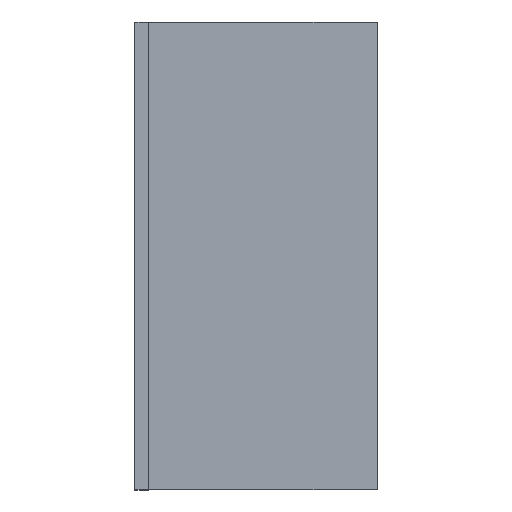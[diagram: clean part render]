
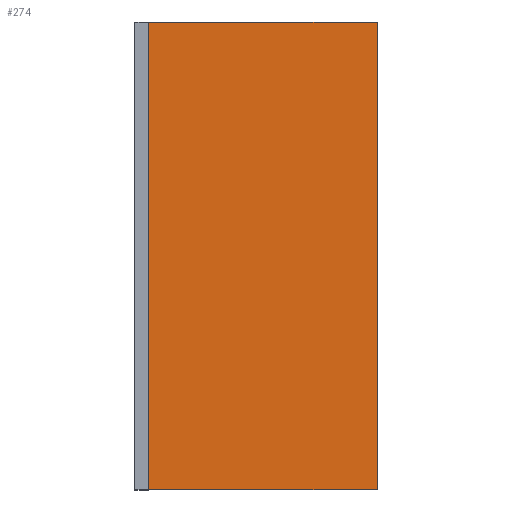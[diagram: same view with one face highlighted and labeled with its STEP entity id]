
A CAD part, left-side view. The second image highlights one B-rep face of the part: STEP entity #274.
In plain terms, the highlighted planar face has unit normal (-1, 0, 0).
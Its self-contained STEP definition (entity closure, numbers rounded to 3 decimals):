
#26=FACE_OUTER_BOUND('',#41,.T.);
#41=EDGE_LOOP('',(#223,#224,#225,#226));
#61=LINE('',#414,#97);
#75=LINE('',#441,#111);
#76=LINE('',#444,#112);
#77=LINE('',#445,#113);
#97=VECTOR('',#338,10.);
#111=VECTOR('',#364,10.);
#112=VECTOR('',#367,10.);
#113=VECTOR('',#368,10.);
#131=VERTEX_POINT('',#411);
#132=VERTEX_POINT('',#413);
#139=VERTEX_POINT('',#439);
#140=VERTEX_POINT('',#443);
#157=EDGE_CURVE('',#131,#132,#61,.T.);
#171=EDGE_CURVE('',#139,#132,#75,.T.);
#172=EDGE_CURVE('',#140,#139,#76,.T.);
#173=EDGE_CURVE('',#140,#131,#77,.T.);
#223=ORIENTED_EDGE('',*,*,#172,.T.);
#224=ORIENTED_EDGE('',*,*,#171,.T.);
#225=ORIENTED_EDGE('',*,*,#157,.F.);
#226=ORIENTED_EDGE('',*,*,#173,.F.);
#260=PLANE('',#311);
#274=ADVANCED_FACE('',(#26),#260,.T.);
#311=AXIS2_PLACEMENT_3D('',#442,#365,#366);
#338=DIRECTION('',(0.,-1.,0.));
#364=DIRECTION('',(0.,0.,1.));
#365=DIRECTION('center_axis',(-1.,0.,0.));
#366=DIRECTION('ref_axis',(0.,-1.,0.));
#367=DIRECTION('',(0.,-1.,0.));
#368=DIRECTION('',(0.,0.,1.));
#411=CARTESIAN_POINT('',(0.2,-3.,102.6));
#413=CARTESIAN_POINT('',(0.2,-53.14,102.6));
#414=CARTESIAN_POINT('',(0.2,-3.,102.6));
#439=CARTESIAN_POINT('',(0.2,-53.14,0.));
#441=CARTESIAN_POINT('',(0.2,-53.14,0.));
#442=CARTESIAN_POINT('Origin',(0.2,-3.,0.));
#443=CARTESIAN_POINT('',(0.2,-3.,0.));
#444=CARTESIAN_POINT('',(0.2,-3.,0.));
#445=CARTESIAN_POINT('',(0.2,-3.,0.));
